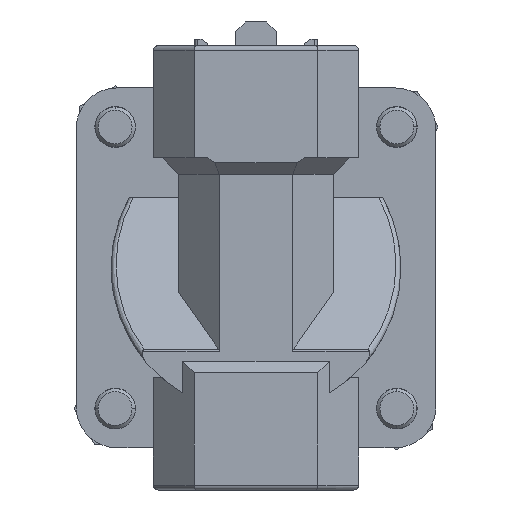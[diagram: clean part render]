
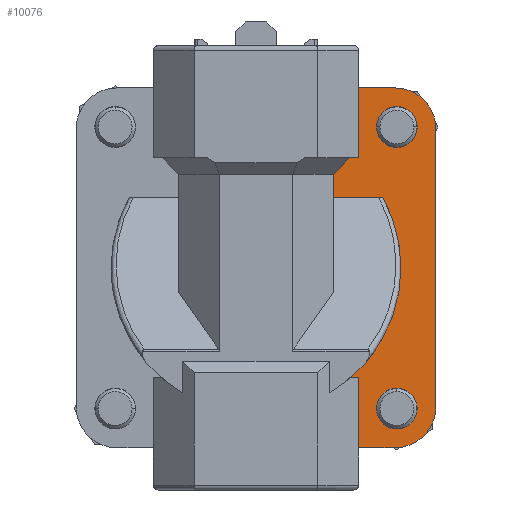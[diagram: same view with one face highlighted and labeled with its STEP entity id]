
A CAD part, front view. The second image highlights one B-rep face of the part: STEP entity #10076.
In plain terms, the highlighted planar face has unit normal (0, -1, 0).
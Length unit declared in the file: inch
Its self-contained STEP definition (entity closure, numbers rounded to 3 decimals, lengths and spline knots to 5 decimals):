
#96 = VERTEX_POINT ( 'NONE', #7653 ) ;
#194 = AXIS2_PLACEMENT_3D ( 'NONE', #11107, #7416, #2511 ) ;
#374 = CIRCLE ( 'NONE', #9796, 0.25 ) ;
#475 = ORIENTED_EDGE ( 'NONE', *, *, #7093, .T. ) ;
#510 = CARTESIAN_POINT ( 'NONE',  ( 0.865, 0.4985, -0.865 ) ) ;
#567 = DIRECTION ( 'NONE',  ( 1., 0., 0. ) ) ;
#651 = DIRECTION ( 'NONE',  ( 0., -1., 0. ) ) ;
#858 = DIRECTION ( 'NONE',  ( 0., 1., 0. ) ) ;
#876 = DIRECTION ( 'NONE',  ( 0., 0., -1. ) ) ;
#1125 = LINE ( 'NONE', #6344, #3453 ) ;
#1130 = CARTESIAN_POINT ( 'NONE',  ( 1.105, 0.4985, -0.855 ) ) ;
#1196 = DIRECTION ( 'NONE',  ( 0., 1., 0. ) ) ;
#1309 = ORIENTED_EDGE ( 'NONE', *, *, #5657, .F. ) ;
#1349 = VERTEX_POINT ( 'NONE', #2455 ) ;
#1510 = DIRECTION ( 'NONE',  ( -1., 0., 0. ) ) ;
#1517 = ORIENTED_EDGE ( 'NONE', *, *, #1560, .T. ) ;
#1535 = EDGE_LOOP ( 'NONE', ( #10162, #9496, #5813, #6613, #2335, #8197, #3374, #1309, #9303, #10839, #2041, #3178, #2307 ) ) ;
#1560 = EDGE_CURVE ( 'NONE', #2366, #7179, #3558, .T. ) ;
#1613 = CARTESIAN_POINT ( 'NONE',  ( 0.58006, 0.4985, -0.675 ) ) ;
#1710 = VERTEX_POINT ( 'NONE', #2949 ) ;
#1716 = VERTEX_POINT ( 'NONE', #10203 ) ;
#1721 = LINE ( 'NONE', #10184, #5453 ) ;
#1734 = CARTESIAN_POINT ( 'NONE',  ( 0.855, 0.4985, -0.855 ) ) ;
#1743 = VECTOR ( 'NONE', #10560, 39.37008 ) ;
#1761 = DIRECTION ( 'NONE',  ( 1., 0., 0. ) ) ;
#1772 = VERTEX_POINT ( 'NONE', #4765 ) ;
#1937 = CARTESIAN_POINT ( 'NONE',  ( 0.865, 0.4985, -0.865 ) ) ;
#1973 = LINE ( 'NONE', #5559, #5105 ) ;
#2000 = LINE ( 'NONE', #5484, #5292 ) ;
#2038 = CARTESIAN_POINT ( 'NONE',  ( 0.855, 0.4985, 1.105 ) ) ;
#2041 = ORIENTED_EDGE ( 'NONE', *, *, #2844, .T. ) ;
#2044 = VERTEX_POINT ( 'NONE', #1130 ) ;
#2159 = VERTEX_POINT ( 'NONE', #2038 ) ;
#2189 = VERTEX_POINT ( 'NONE', #6732 ) ;
#2307 = ORIENTED_EDGE ( 'NONE', *, *, #7152, .T. ) ;
#2335 = ORIENTED_EDGE ( 'NONE', *, *, #8174, .T. ) ;
#2366 = VERTEX_POINT ( 'NONE', #10648 ) ;
#2455 = CARTESIAN_POINT ( 'NONE',  ( 0.77923, 0.4985, 0.43 ) ) ;
#2511 = DIRECTION ( 'NONE',  ( -1., 0., 0. ) ) ;
#2587 = CARTESIAN_POINT ( 'NONE',  ( 1.105, 0.4985, 1.105 ) ) ;
#2629 = EDGE_CURVE ( 'NONE', #8387, #1710, #7902, .T. ) ;
#2844 = EDGE_CURVE ( 'NONE', #8701, #7796, #4481, .T. ) ;
#2945 = EDGE_CURVE ( 'NONE', #1772, #2189, #4924, .T. ) ;
#2949 = CARTESIAN_POINT ( 'NONE',  ( 0.99, 0.4985, 0.865 ) ) ;
#3094 = CIRCLE ( 'NONE', #9978, 0.125 ) ;
#3104 = DIRECTION ( 'NONE',  ( -0.707, 0., -0.707 ) ) ;
#3178 = ORIENTED_EDGE ( 'NONE', *, *, #6631, .F. ) ;
#3361 = CARTESIAN_POINT ( 'NONE',  ( 0.865, 0.4985, 0.865 ) ) ;
#3374 = ORIENTED_EDGE ( 'NONE', *, *, #5522, .T. ) ;
#3453 = VECTOR ( 'NONE', #5129, 39.37008 ) ;
#3558 = CIRCLE ( 'NONE', #8081, 0.125 ) ;
#3714 = EDGE_CURVE ( 'NONE', #8824, #2159, #6384, .T. ) ;
#3800 = CARTESIAN_POINT ( 'NONE',  ( 0.63, 0.4985, 0.675 ) ) ;
#3864 = CARTESIAN_POINT ( 'NONE',  ( 1.105, 0.4985, 0.855 ) ) ;
#3968 = CIRCLE ( 'NONE', #11242, 0.89 ) ;
#4056 = CARTESIAN_POINT ( 'NONE',  ( 0.63, 0.4985, 1.105 ) ) ;
#4228 = DIRECTION ( 'NONE',  ( 1., 0., 0. ) ) ;
#4322 = DIRECTION ( 'NONE',  ( -1., 0., 0. ) ) ;
#4481 = LINE ( 'NONE', #9005, #1743 ) ;
#4544 = DIRECTION ( 'NONE',  ( -1., 0., 0. ) ) ;
#4616 = DIRECTION ( 'NONE',  ( 0., 0., 1. ) ) ;
#4660 = VERTEX_POINT ( 'NONE', #1613 ) ;
#4672 = LINE ( 'NONE', #8133, #6010 ) ;
#4727 = ORIENTED_EDGE ( 'NONE', *, *, #7665, .T. ) ;
#4765 = CARTESIAN_POINT ( 'NONE',  ( 0.855, 0.4985, -1.105 ) ) ;
#4773 = EDGE_LOOP ( 'NONE', ( #9736, #475 ) ) ;
#4829 = VERTEX_POINT ( 'NONE', #5423 ) ;
#4868 = EDGE_CURVE ( 'NONE', #4829, #1716, #2000, .T. ) ;
#4888 = DIRECTION ( 'NONE',  ( 0., 1., 0. ) ) ;
#4924 = LINE ( 'NONE', #5668, #9717 ) ;
#4998 = CARTESIAN_POINT ( 'NONE',  ( 0., 0.4985, 0. ) ) ;
#5105 = VECTOR ( 'NONE', #8216, 39.37008 ) ;
#5129 = DIRECTION ( 'NONE',  ( 1., 0., 0. ) ) ;
#5147 = CARTESIAN_POINT ( 'NONE',  ( 0., 0.4985, 0.43 ) ) ;
#5292 = VECTOR ( 'NONE', #4616, 39.37008 ) ;
#5423 = CARTESIAN_POINT ( 'NONE',  ( 0.475, 0.4985, 0.43 ) ) ;
#5453 = VECTOR ( 'NONE', #3104, 39.37008 ) ;
#5484 = CARTESIAN_POINT ( 'NONE',  ( 0.475, 0.4985, 0.675 ) ) ;
#5522 = EDGE_CURVE ( 'NONE', #1772, #2044, #374, .T. ) ;
#5559 = CARTESIAN_POINT ( 'NONE',  ( 0.63, 0.4985, 1.365 ) ) ;
#5657 = EDGE_CURVE ( 'NONE', #8824, #2044, #10371, .T. ) ;
#5668 = CARTESIAN_POINT ( 'NONE',  ( 1.105, 0.4985, -1.105 ) ) ;
#5778 = CARTESIAN_POINT ( 'NONE',  ( 0.74, 0.4985, 0.865 ) ) ;
#5809 = EDGE_CURVE ( 'NONE', #96, #4660, #4672, .T. ) ;
#5813 = ORIENTED_EDGE ( 'NONE', *, *, #6441, .F. ) ;
#5944 = DIRECTION ( 'NONE',  ( -1., 0., 0. ) ) ;
#6010 = VECTOR ( 'NONE', #7399, 39.37008 ) ;
#6257 = DIRECTION ( 'NONE',  ( 0., 1., 0. ) ) ;
#6269 = FACE_BOUND ( 'NONE', #4773, .T. ) ;
#6344 = CARTESIAN_POINT ( 'NONE',  ( 1.105, 0.4985, 1.105 ) ) ;
#6384 = CIRCLE ( 'NONE', #7286, 0.25 ) ;
#6441 = EDGE_CURVE ( 'NONE', #4660, #1349, #3968, .T. ) ;
#6449 = AXIS2_PLACEMENT_3D ( 'NONE', #3361, #858, #4322 ) ;
#6598 = CARTESIAN_POINT ( 'NONE',  ( 0.855, 0.4985, 0.855 ) ) ;
#6613 = ORIENTED_EDGE ( 'NONE', *, *, #5809, .F. ) ;
#6631 = EDGE_CURVE ( 'NONE', #10092, #7796, #7842, .T. ) ;
#6699 = VECTOR ( 'NONE', #1761, 39.37008 ) ;
#6732 = CARTESIAN_POINT ( 'NONE',  ( 0.63, 0.4985, -1.105 ) ) ;
#6772 = CARTESIAN_POINT ( 'NONE',  ( 0.575, 0.4985, 0.675 ) ) ;
#7093 = EDGE_CURVE ( 'NONE', #1710, #8387, #8883, .T. ) ;
#7152 = EDGE_CURVE ( 'NONE', #10092, #1716, #1721, .T. ) ;
#7179 = VERTEX_POINT ( 'NONE', #9388 ) ;
#7262 = AXIS2_PLACEMENT_3D ( 'NONE', #7442, #4888, #8292 ) ;
#7286 = AXIS2_PLACEMENT_3D ( 'NONE', #6598, #9892, #7334 ) ;
#7334 = DIRECTION ( 'NONE',  ( -1., 0., 0. ) ) ;
#7399 = DIRECTION ( 'NONE',  ( -1., 0., 0. ) ) ;
#7416 = DIRECTION ( 'NONE',  ( 0., 1., 0. ) ) ;
#7442 = CARTESIAN_POINT ( 'NONE',  ( 0., 0.4985, 0. ) ) ;
#7609 = PLANE ( 'NONE',  #7262 ) ;
#7618 = VECTOR ( 'NONE', #876, 39.37008 ) ;
#7653 = CARTESIAN_POINT ( 'NONE',  ( 0.63, 0.4985, -0.675 ) ) ;
#7665 = EDGE_CURVE ( 'NONE', #7179, #2366, #3094, .T. ) ;
#7796 = VERTEX_POINT ( 'NONE', #3800 ) ;
#7842 = LINE ( 'NONE', #10504, #6699 ) ;
#7902 = CIRCLE ( 'NONE', #6449, 0.125 ) ;
#8081 = AXIS2_PLACEMENT_3D ( 'NONE', #510, #1196, #9938 ) ;
#8133 = CARTESIAN_POINT ( 'NONE',  ( 0.63, 0.4985, -0.675 ) ) ;
#8174 = EDGE_CURVE ( 'NONE', #96, #2189, #1973, .T. ) ;
#8197 = ORIENTED_EDGE ( 'NONE', *, *, #2945, .F. ) ;
#8216 = DIRECTION ( 'NONE',  ( 0., 0., -1. ) ) ;
#8292 = DIRECTION ( 'NONE',  ( -1., 0., 0. ) ) ;
#8387 = VERTEX_POINT ( 'NONE', #5778 ) ;
#8454 = DIRECTION ( 'NONE',  ( 0., -1., 0. ) ) ;
#8469 = EDGE_LOOP ( 'NONE', ( #1517, #4727 ) ) ;
#8701 = VERTEX_POINT ( 'NONE', #4056 ) ;
#8703 = LINE ( 'NONE', #5147, #9769 ) ;
#8766 = EDGE_CURVE ( 'NONE', #4829, #1349, #8703, .T. ) ;
#8824 = VERTEX_POINT ( 'NONE', #3864 ) ;
#8883 = CIRCLE ( 'NONE', #194, 0.125 ) ;
#8977 = FACE_OUTER_BOUND ( 'NONE', #1535, .T. ) ;
#9005 = CARTESIAN_POINT ( 'NONE',  ( 0.63, 0.4985, 1.365 ) ) ;
#9303 = ORIENTED_EDGE ( 'NONE', *, *, #3714, .T. ) ;
#9388 = CARTESIAN_POINT ( 'NONE',  ( 0.99, 0.4985, -0.865 ) ) ;
#9496 = ORIENTED_EDGE ( 'NONE', *, *, #8766, .T. ) ;
#9717 = VECTOR ( 'NONE', #1510, 39.37008 ) ;
#9736 = ORIENTED_EDGE ( 'NONE', *, *, #2629, .T. ) ;
#9769 = VECTOR ( 'NONE', #4228, 39.37008 ) ;
#9796 = AXIS2_PLACEMENT_3D ( 'NONE', #1734, #651, #5944 ) ;
#9840 = FACE_BOUND ( 'NONE', #8469, .T. ) ;
#9892 = DIRECTION ( 'NONE',  ( 0., -1., 0. ) ) ;
#9938 = DIRECTION ( 'NONE',  ( -1., 0., 0. ) ) ;
#9978 = AXIS2_PLACEMENT_3D ( 'NONE', #1937, #6257, #4544 ) ;
#10076 = ADVANCED_FACE ( 'NONE', ( #9840, #6269, #8977 ), #7609, .F. ) ;
#10092 = VERTEX_POINT ( 'NONE', #6772 ) ;
#10162 = ORIENTED_EDGE ( 'NONE', *, *, #4868, .F. ) ;
#10175 = EDGE_CURVE ( 'NONE', #8701, #2159, #1125, .T. ) ;
#10184 = CARTESIAN_POINT ( 'NONE',  ( 0.475, 0.4985, 0.575 ) ) ;
#10203 = CARTESIAN_POINT ( 'NONE',  ( 0.475, 0.4985, 0.575 ) ) ;
#10371 = LINE ( 'NONE', #2587, #7618 ) ;
#10504 = CARTESIAN_POINT ( 'NONE',  ( 0.63, 0.4985, 0.675 ) ) ;
#10560 = DIRECTION ( 'NONE',  ( 0., 0., -1. ) ) ;
#10648 = CARTESIAN_POINT ( 'NONE',  ( 0.74, 0.4985, -0.865 ) ) ;
#10839 = ORIENTED_EDGE ( 'NONE', *, *, #10175, .F. ) ;
#11107 = CARTESIAN_POINT ( 'NONE',  ( 0.865, 0.4985, 0.865 ) ) ;
#11242 = AXIS2_PLACEMENT_3D ( 'NONE', #4998, #8454, #567 ) ;
